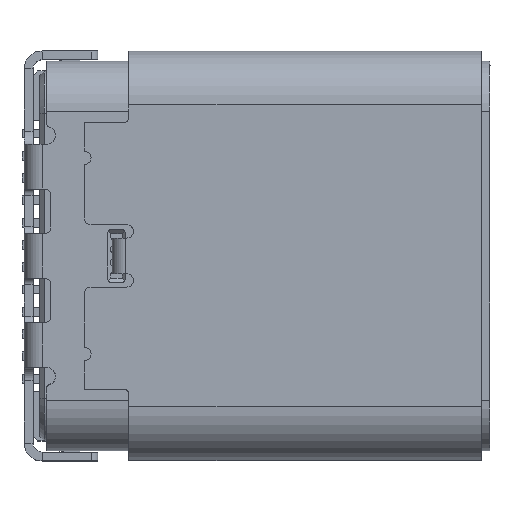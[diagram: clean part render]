
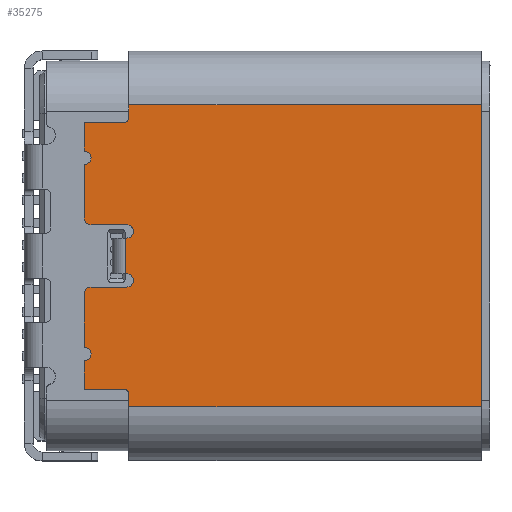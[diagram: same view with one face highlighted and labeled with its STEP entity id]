
A CAD part, top view. The second image highlights one B-rep face of the part: STEP entity #35275.
In plain terms, the highlighted planar face has unit normal (0, 0, 1).
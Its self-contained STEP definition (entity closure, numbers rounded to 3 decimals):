
#1271=CIRCLE('',#37613,0.15);
#1288=CIRCLE('',#37632,0.15);
#1289=CIRCLE('',#37634,0.15);
#1290=CIRCLE('',#37635,0.15);
#1291=CIRCLE('',#37636,0.15);
#1292=CIRCLE('',#37637,0.1);
#1293=CIRCLE('',#37638,0.1);
#1294=CIRCLE('',#37639,0.15);
#2386=FACE_OUTER_BOUND('',#4407,.T.);
#4407=EDGE_LOOP('',(#25209,#25210,#25211,#25212,#25213,#25214,#25215,#25216,
#25217,#25218,#25219,#25220,#25221,#25222,#25223,#25224,#25225,#25226,#25227,
#25228,#25229,#25230,#25231,#25232));
#7175=LINE('',#53738,#11202);
#7179=LINE('',#53748,#11206);
#7199=LINE('',#53825,#11226);
#7200=LINE('',#53828,#11227);
#7201=LINE('',#53830,#11228);
#7202=LINE('',#53834,#11229);
#7203=LINE('',#53838,#11230);
#7204=LINE('',#53840,#11231);
#7205=LINE('',#53844,#11232);
#7206=LINE('',#53846,#11233);
#7207=LINE('',#53848,#11234);
#7208=LINE('',#53850,#11235);
#7209=LINE('',#53852,#11236);
#7210=LINE('',#53856,#11237);
#7211=LINE('',#53858,#11238);
#7212=LINE('',#53861,#11239);
#11202=VECTOR('',#42534,0.8);
#11206=VECTOR('',#42544,0.03);
#11226=VECTOR('',#42610,0.8);
#11227=VECTOR('',#42613,0.03);
#11228=VECTOR('',#42614,0.8);
#11229=VECTOR('',#42617,1.2);
#11230=VECTOR('',#42620,0.65);
#11231=VECTOR('',#42621,0.9);
#11232=VECTOR('',#42624,0.29);
#11233=VECTOR('',#42625,7.9);
#11234=VECTOR('',#42626,6.78);
#11235=VECTOR('',#42627,7.9);
#11236=VECTOR('',#42628,0.29);
#11237=VECTOR('',#42631,0.9);
#11238=VECTOR('',#42632,0.65);
#11239=VECTOR('',#42635,1.2);
#15243=VERTEX_POINT('',#53730);
#15245=VERTEX_POINT('',#53736);
#15248=VERTEX_POINT('',#53746);
#15250=VERTEX_POINT('',#53753);
#15280=VERTEX_POINT('',#53818);
#15281=VERTEX_POINT('',#53819);
#15282=VERTEX_POINT('',#53824);
#15283=VERTEX_POINT('',#53826);
#15284=VERTEX_POINT('',#53829);
#15285=VERTEX_POINT('',#53831);
#15286=VERTEX_POINT('',#53833);
#15287=VERTEX_POINT('',#53835);
#15288=VERTEX_POINT('',#53837);
#15289=VERTEX_POINT('',#53839);
#15290=VERTEX_POINT('',#53841);
#15291=VERTEX_POINT('',#53843);
#15292=VERTEX_POINT('',#53845);
#15293=VERTEX_POINT('',#53847);
#15294=VERTEX_POINT('',#53849);
#15295=VERTEX_POINT('',#53851);
#15296=VERTEX_POINT('',#53853);
#15297=VERTEX_POINT('',#53855);
#15298=VERTEX_POINT('',#53857);
#15299=VERTEX_POINT('',#53859);
#18977=EDGE_CURVE('',#15243,#15245,#7175,.T.);
#18982=EDGE_CURVE('',#15245,#15248,#7179,.T.);
#18986=EDGE_CURVE('',#15250,#15248,#1271,.T.);
#19018=EDGE_CURVE('',#15280,#15281,#1288,.T.);
#19021=EDGE_CURVE('',#15280,#15282,#7199,.T.);
#19022=EDGE_CURVE('',#15283,#15282,#1289,.T.);
#19023=EDGE_CURVE('',#15283,#15243,#7200,.T.);
#19024=EDGE_CURVE('',#15250,#15284,#7201,.T.);
#19025=EDGE_CURVE('',#15285,#15284,#1290,.T.);
#19026=EDGE_CURVE('',#15285,#15286,#7202,.T.);
#19027=EDGE_CURVE('',#15287,#15286,#1291,.T.);
#19028=EDGE_CURVE('',#15287,#15288,#7203,.T.);
#19029=EDGE_CURVE('',#15288,#15289,#7204,.T.);
#19030=EDGE_CURVE('',#15290,#15289,#1292,.T.);
#19031=EDGE_CURVE('',#15290,#15291,#7205,.T.);
#19032=EDGE_CURVE('',#15291,#15292,#7206,.T.);
#19033=EDGE_CURVE('',#15292,#15293,#7207,.T.);
#19034=EDGE_CURVE('',#15293,#15294,#7208,.T.);
#19035=EDGE_CURVE('',#15294,#15295,#7209,.T.);
#19036=EDGE_CURVE('',#15296,#15295,#1293,.T.);
#19037=EDGE_CURVE('',#15296,#15297,#7210,.T.);
#19038=EDGE_CURVE('',#15297,#15298,#7211,.T.);
#19039=EDGE_CURVE('',#15299,#15298,#1294,.T.);
#19040=EDGE_CURVE('',#15299,#15281,#7212,.T.);
#25209=ORIENTED_EDGE('',*,*,#19018,.F.);
#25210=ORIENTED_EDGE('',*,*,#19021,.T.);
#25211=ORIENTED_EDGE('',*,*,#19022,.F.);
#25212=ORIENTED_EDGE('',*,*,#19023,.T.);
#25213=ORIENTED_EDGE('',*,*,#18977,.T.);
#25214=ORIENTED_EDGE('',*,*,#18982,.T.);
#25215=ORIENTED_EDGE('',*,*,#18986,.F.);
#25216=ORIENTED_EDGE('',*,*,#19024,.T.);
#25217=ORIENTED_EDGE('',*,*,#19025,.F.);
#25218=ORIENTED_EDGE('',*,*,#19026,.T.);
#25219=ORIENTED_EDGE('',*,*,#19027,.F.);
#25220=ORIENTED_EDGE('',*,*,#19028,.T.);
#25221=ORIENTED_EDGE('',*,*,#19029,.T.);
#25222=ORIENTED_EDGE('',*,*,#19030,.F.);
#25223=ORIENTED_EDGE('',*,*,#19031,.T.);
#25224=ORIENTED_EDGE('',*,*,#19032,.T.);
#25225=ORIENTED_EDGE('',*,*,#19033,.T.);
#25226=ORIENTED_EDGE('',*,*,#19034,.T.);
#25227=ORIENTED_EDGE('',*,*,#19035,.T.);
#25228=ORIENTED_EDGE('',*,*,#19036,.F.);
#25229=ORIENTED_EDGE('',*,*,#19037,.T.);
#25230=ORIENTED_EDGE('',*,*,#19038,.T.);
#25231=ORIENTED_EDGE('',*,*,#19039,.F.);
#25232=ORIENTED_EDGE('',*,*,#19040,.T.);
#33829=PLANE('',#37633);
#35275=ADVANCED_FACE('',(#2386),#33829,.T.);
#37613=AXIS2_PLACEMENT_3D('',#53755,#42551,#42552);
#37632=AXIS2_PLACEMENT_3D('',#53820,#42604,#42605);
#37633=AXIS2_PLACEMENT_3D('',#53823,#42608,#42609);
#37634=AXIS2_PLACEMENT_3D('',#53827,#42611,#42612);
#37635=AXIS2_PLACEMENT_3D('',#53832,#42615,#42616);
#37636=AXIS2_PLACEMENT_3D('',#53836,#42618,#42619);
#37637=AXIS2_PLACEMENT_3D('',#53842,#42622,#42623);
#37638=AXIS2_PLACEMENT_3D('',#53854,#42629,#42630);
#37639=AXIS2_PLACEMENT_3D('',#53860,#42633,#42634);
#42534=DIRECTION('',(0.,-1.,0.));
#42544=DIRECTION('',(1.,0.,0.));
#42551=DIRECTION('center_axis',(0.,0.,1.));
#42552=DIRECTION('ref_axis',(0.,-1.,0.));
#42604=DIRECTION('center_axis',(0.,0.,-1.));
#42605=DIRECTION('ref_axis',(0.,-1.,0.));
#42608=DIRECTION('center_axis',(0.,0.,1.));
#42609=DIRECTION('ref_axis',(0.,-1.,0.));
#42610=DIRECTION('',(1.,0.,0.));
#42611=DIRECTION('center_axis',(0.,0.,1.));
#42612=DIRECTION('ref_axis',(0.,-1.,0.));
#42613=DIRECTION('',(-1.,0.,0.));
#42614=DIRECTION('',(-1.,0.,0.));
#42615=DIRECTION('center_axis',(0.,0.,-1.));
#42616=DIRECTION('ref_axis',(-1.,0.,0.));
#42617=DIRECTION('',(0.,-1.,0.));
#42618=DIRECTION('center_axis',(0.,0.,1.));
#42619=DIRECTION('ref_axis',(0.,-1.,0.));
#42620=DIRECTION('',(0.,-1.,0.));
#42621=DIRECTION('',(1.,0.,0.));
#42622=DIRECTION('center_axis',(0.,0.,1.));
#42623=DIRECTION('ref_axis',(1.,0.,0.));
#42624=DIRECTION('',(0.,-1.,0.));
#42625=DIRECTION('',(1.,0.,0.));
#42626=DIRECTION('',(0.,1.,0.));
#42627=DIRECTION('',(-1.,0.,0.));
#42628=DIRECTION('',(0.,-1.,0.));
#42629=DIRECTION('center_axis',(0.,0.,1.));
#42630=DIRECTION('ref_axis',(0.,-1.,0.));
#42631=DIRECTION('',(-1.,0.,0.));
#42632=DIRECTION('',(0.,-1.,0.));
#42633=DIRECTION('center_axis',(0.,0.,1.));
#42634=DIRECTION('ref_axis',(0.,-1.,0.));
#42635=DIRECTION('',(0.,-1.,0.));
#53730=CARTESIAN_POINT('',(-8.18,0.4,1.7));
#53736=CARTESIAN_POINT('',(-8.18,-0.4,1.7));
#53738=CARTESIAN_POINT('',(-8.18,0.4,1.7));
#53746=CARTESIAN_POINT('',(-8.15,-0.4,1.7));
#53748=CARTESIAN_POINT('',(-8.18,-0.4,1.7));
#53753=CARTESIAN_POINT('',(-8.15,-0.7,1.7));
#53755=CARTESIAN_POINT('Origin',(-8.15,-0.55,1.7));
#53818=CARTESIAN_POINT('',(-8.95,0.7,1.7));
#53819=CARTESIAN_POINT('',(-9.1,0.85,1.7));
#53820=CARTESIAN_POINT('Origin',(-8.95,0.85,1.7));
#53823=CARTESIAN_POINT('Origin',(-4.65,0.,1.7));
#53824=CARTESIAN_POINT('',(-8.15,0.7,1.7));
#53825=CARTESIAN_POINT('',(-8.95,0.7,1.7));
#53826=CARTESIAN_POINT('',(-8.15,0.4,1.7));
#53827=CARTESIAN_POINT('Origin',(-8.15,0.55,1.7));
#53828=CARTESIAN_POINT('',(-8.15,0.4,1.7));
#53829=CARTESIAN_POINT('',(-8.95,-0.7,1.7));
#53830=CARTESIAN_POINT('',(-8.15,-0.7,1.7));
#53831=CARTESIAN_POINT('',(-9.1,-0.85,1.7));
#53832=CARTESIAN_POINT('Origin',(-8.95,-0.85,1.7));
#53833=CARTESIAN_POINT('',(-9.1,-2.05,1.7));
#53834=CARTESIAN_POINT('',(-9.1,-0.85,1.7));
#53835=CARTESIAN_POINT('',(-9.1,-2.35,1.7));
#53836=CARTESIAN_POINT('Origin',(-9.1,-2.2,1.7));
#53837=CARTESIAN_POINT('',(-9.1,-3.,1.7));
#53838=CARTESIAN_POINT('',(-9.1,-2.35,1.7));
#53839=CARTESIAN_POINT('',(-8.2,-3.,1.7));
#53840=CARTESIAN_POINT('',(-9.1,-3.,1.7));
#53841=CARTESIAN_POINT('',(-8.1,-3.1,1.7));
#53842=CARTESIAN_POINT('Origin',(-8.2,-3.1,1.7));
#53843=CARTESIAN_POINT('',(-8.1,-3.39,1.7));
#53844=CARTESIAN_POINT('',(-8.1,-3.1,1.7));
#53845=CARTESIAN_POINT('',(-0.2,-3.39,1.7));
#53846=CARTESIAN_POINT('',(-8.1,-3.39,1.7));
#53847=CARTESIAN_POINT('',(-0.2,3.39,1.7));
#53848=CARTESIAN_POINT('',(-0.2,-3.39,1.7));
#53849=CARTESIAN_POINT('',(-8.1,3.39,1.7));
#53850=CARTESIAN_POINT('',(-0.2,3.39,1.7));
#53851=CARTESIAN_POINT('',(-8.1,3.1,1.7));
#53852=CARTESIAN_POINT('',(-8.1,3.39,1.7));
#53853=CARTESIAN_POINT('',(-8.2,3.,1.7));
#53854=CARTESIAN_POINT('Origin',(-8.2,3.1,1.7));
#53855=CARTESIAN_POINT('',(-9.1,3.,1.7));
#53856=CARTESIAN_POINT('',(-8.2,3.,1.7));
#53857=CARTESIAN_POINT('',(-9.1,2.35,1.7));
#53858=CARTESIAN_POINT('',(-9.1,3.,1.7));
#53859=CARTESIAN_POINT('',(-9.1,2.05,1.7));
#53860=CARTESIAN_POINT('Origin',(-9.1,2.2,1.7));
#53861=CARTESIAN_POINT('',(-9.1,2.05,1.7));
